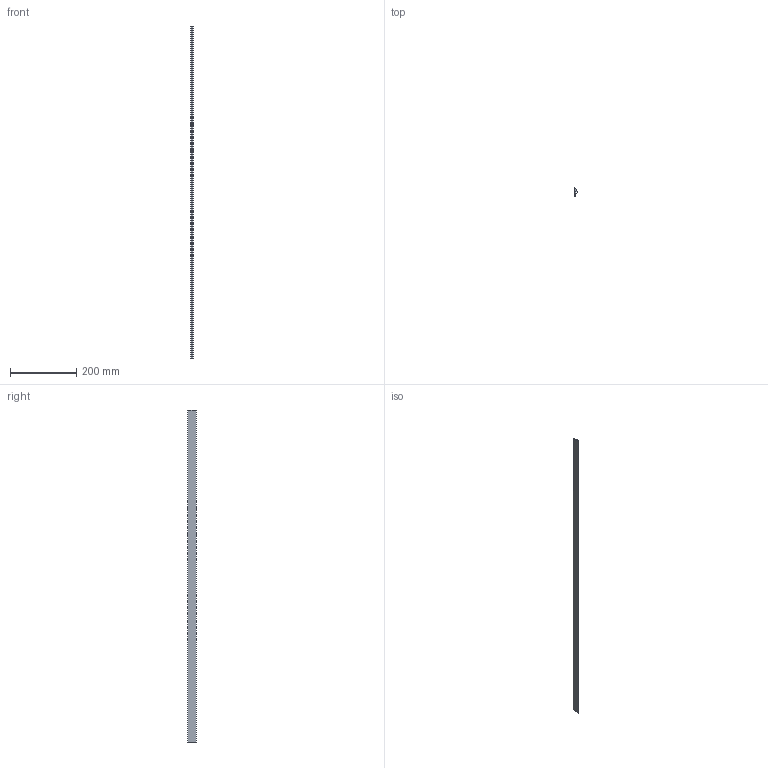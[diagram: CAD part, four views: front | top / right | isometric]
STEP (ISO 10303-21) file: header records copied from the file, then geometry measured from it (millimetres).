
FILE_DESCRIPTION(('STEP AP203'),'1');
FILE_NAME('SAFE00H1517.stp','2025-04-15T07:31:32',(' '),(' '),'Spatial InterOp 3D',' ',' ');
FILE_SCHEMA(('CONFIG_CONTROL_DESIGN'));
Length unit declared in the file: millimetre
Products named in the file (1): Joint
Bounding box: 7 x 24.12 x 1000 mm (x, y, z)
Volume: 78290.2 mm3; surface area: 58322.4 mm2
Topology: 1 solids, 1 shells, 9 faces, 21 edges, 14 vertices
Faces by surface type: plane 9
Entity records: 431 total; most frequent: CARTESIAN_POINT 45, ORIENTED_EDGE 42, DIRECTION 41, PROPERTY_DEFINITION_REPRESENTATION 22, GENERAL_PROPERTY_ASSOCIATION 22, PROPERTY_DEFINITION 22, REPRESENTATION 22, GENERAL_PROPERTY 22
